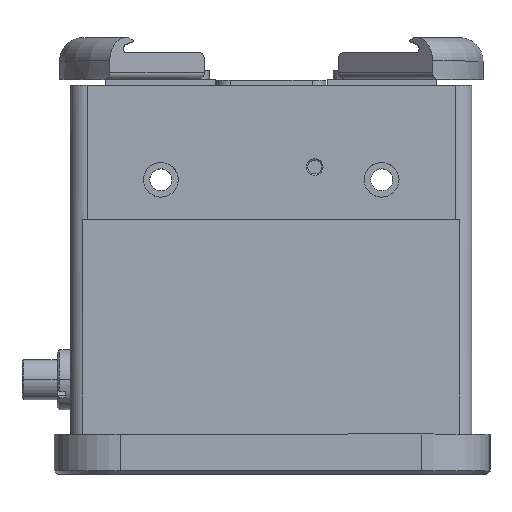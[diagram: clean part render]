
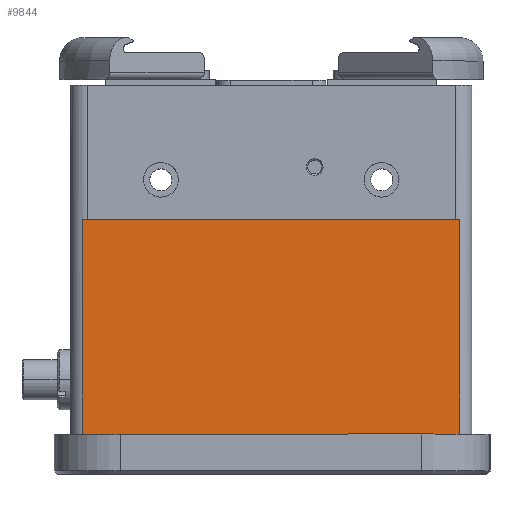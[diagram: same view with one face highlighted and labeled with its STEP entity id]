
A CAD part, top view. The second image highlights one B-rep face of the part: STEP entity #9844.
In plain terms, the highlighted planar face has unit normal (0, 0, 1).
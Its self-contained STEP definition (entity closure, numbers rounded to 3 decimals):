
#59=DIRECTION('',(-1.,0.,0.));
#60=VECTOR('',#59,112.8);
#61=CARTESIAN_POINT('',(56.4,0.,24.8));
#62=LINE('',#61,#60);
#3577=DIRECTION('',(0.,1.,0.));
#3578=VECTOR('',#3577,64.);
#3579=CARTESIAN_POINT('',(-56.4,0.,24.8));
#3580=LINE('',#3579,#3578);
#3589=DIRECTION('',(1.,0.,0.));
#3590=VECTOR('',#3589,112.8);
#3591=CARTESIAN_POINT('',(-56.4,64.,24.8));
#3592=LINE('',#3591,#3590);
#3611=DIRECTION('',(0.,-1.,0.));
#3612=VECTOR('',#3611,64.);
#3613=CARTESIAN_POINT('',(56.4,64.,24.8));
#3614=LINE('',#3613,#3612);
#4021=CARTESIAN_POINT('',(56.4,0.,24.8));
#4022=VERTEX_POINT('',#4021);
#4023=CARTESIAN_POINT('',(-56.4,0.,24.8));
#4024=VERTEX_POINT('',#4023);
#4363=CARTESIAN_POINT('',(-56.4,64.,24.8));
#4364=VERTEX_POINT('',#4363);
#4369=CARTESIAN_POINT('',(56.4,64.,24.8));
#4370=VERTEX_POINT('',#4369);
#9831=CARTESIAN_POINT('',(0.,0.,24.8));
#9832=DIRECTION('',(0.,0.,1.));
#9833=DIRECTION('',(1.,0.,0.));
#9834=AXIS2_PLACEMENT_3D('',#9831,#9832,#9833);
#9835=PLANE('',#9834);
#9836=ORIENTED_EDGE('',*,*,#9820,.T.);
#9838=ORIENTED_EDGE('',*,*,#9837,.T.);
#9840=ORIENTED_EDGE('',*,*,#9839,.T.);
#9841=ORIENTED_EDGE('',*,*,#5102,.T.);
#9842=EDGE_LOOP('',(#9836,#9838,#9840,#9841));
#9843=FACE_OUTER_BOUND('',#9842,.F.);
#9844=ADVANCED_FACE('',(#9843),#9835,.T.);
#5102=EDGE_CURVE('',#4022,#4024,#62,.T.);
#9820=EDGE_CURVE('',#4024,#4364,#3580,.T.);
#9837=EDGE_CURVE('',#4364,#4370,#3592,.T.);
#9839=EDGE_CURVE('',#4370,#4022,#3614,.T.);
